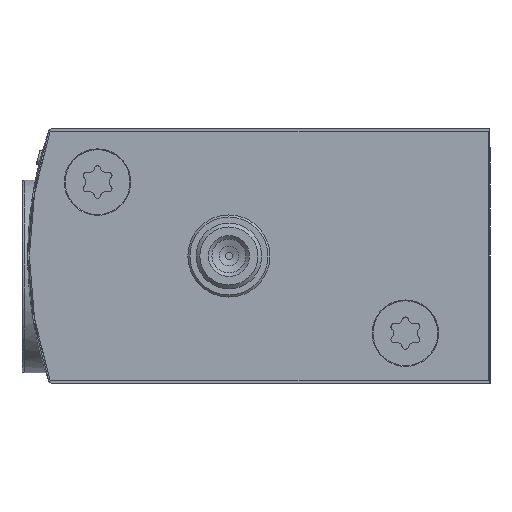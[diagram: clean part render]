
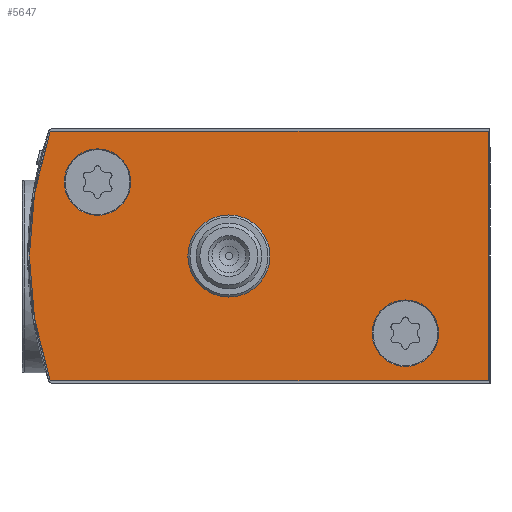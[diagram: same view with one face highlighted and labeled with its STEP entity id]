
A CAD part, left-side view. The second image highlights one B-rep face of the part: STEP entity #5647.
In plain terms, the highlighted planar face has unit normal (-1, 0, 0).
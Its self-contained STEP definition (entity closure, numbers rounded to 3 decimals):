
#576=LINE('',#10235,#1061);
#584=LINE('',#10269,#1069);
#590=LINE('',#10286,#1075);
#1061=VECTOR('',#8421,1000.);
#1069=VECTOR('',#8453,1000.);
#1075=VECTOR('',#8469,1000.);
#2309=ORIENTED_EDGE('',*,*,#3354,.F.);
#2310=ORIENTED_EDGE('',*,*,#3355,.T.);
#2311=ORIENTED_EDGE('',*,*,#3356,.T.);
#2312=ORIENTED_EDGE('',*,*,#3315,.F.);
#2313=ORIENTED_EDGE('',*,*,#3248,.F.);
#2314=ORIENTED_EDGE('',*,*,#3350,.F.);
#2315=ORIENTED_EDGE('',*,*,#3347,.F.);
#2316=ORIENTED_EDGE('',*,*,#3337,.F.);
#2317=ORIENTED_EDGE('',*,*,#3318,.F.);
#3248=EDGE_CURVE('',#3882,#3883,#4237,.T.);
#3315=EDGE_CURVE('',#3883,#3942,#4274,.T.);
#3318=EDGE_CURVE('',#3942,#3944,#576,.T.);
#3337=EDGE_CURVE('',#3944,#3958,#584,.T.);
#3347=EDGE_CURVE('',#3958,#3964,#590,.T.);
#3350=EDGE_CURVE('',#3964,#3882,#4291,.T.);
#3354=EDGE_CURVE('',#3968,#3968,#4295,.F.);
#3355=EDGE_CURVE('',#3969,#3969,#4296,.T.);
#3356=EDGE_CURVE('',#3970,#3970,#4297,.T.);
#3882=VERTEX_POINT('',#10090);
#3883=VERTEX_POINT('',#10091);
#3942=VERTEX_POINT('',#10230);
#3944=VERTEX_POINT('',#10236);
#3958=VERTEX_POINT('',#10270);
#3964=VERTEX_POINT('',#10287);
#3968=VERTEX_POINT('',#10301);
#3969=VERTEX_POINT('',#10303);
#3970=VERTEX_POINT('',#10305);
#4237=CIRCLE('',#6966,46.5);
#4274=CIRCLE('',#7016,0.2);
#4291=CIRCLE('',#7037,0.2);
#4295=CIRCLE('',#7043,5.);
#4296=CIRCLE('',#7044,4.05);
#4297=CIRCLE('',#7045,4.05);
#4644=EDGE_LOOP('',(#2309));
#4645=EDGE_LOOP('',(#2310));
#4646=EDGE_LOOP('',(#2311));
#4647=EDGE_LOOP('',(#2312,#2313,#2314,#2315,#2316,#2317));
#5091=FACE_BOUND('',#4644,.T.);
#5092=FACE_BOUND('',#4645,.T.);
#5093=FACE_BOUND('',#4646,.T.);
#5094=FACE_BOUND('',#4647,.T.);
#5372=PLANE('',#7042);
#5647=ADVANCED_FACE('',(#5091,#5092,#5093,#5094),#5372,.F.);
#6966=AXIS2_PLACEMENT_3D('',#10089,#8284,#8285);
#7016=AXIS2_PLACEMENT_3D('',#10229,#8414,#8415);
#7037=AXIS2_PLACEMENT_3D('',#10292,#8474,#8475);
#7042=AXIS2_PLACEMENT_3D('',#10299,#8484,#8485);
#7043=AXIS2_PLACEMENT_3D('',#10300,#8486,#8487);
#7044=AXIS2_PLACEMENT_3D('',#10302,#8488,#8489);
#7045=AXIS2_PLACEMENT_3D('',#10304,#8490,#8491);
#8284=DIRECTION('',(1.,0.,0.));
#8285=DIRECTION('',(0.,0.,-1.));
#8414=DIRECTION('',(1.,0.,0.));
#8415=DIRECTION('',(0.,0.,-1.));
#8421=DIRECTION('',(0.,-1.,0.));
#8453=DIRECTION('',(0.,0.,-1.));
#8469=DIRECTION('',(0.,1.,0.));
#8474=DIRECTION('',(1.,0.,0.));
#8475=DIRECTION('',(0.,0.,-1.));
#8484=DIRECTION('',(1.,0.,0.));
#8485=DIRECTION('',(0.,0.,-1.));
#8486=DIRECTION('',(1.,0.,0.));
#8487=DIRECTION('',(0.,0.,-1.));
#8488=DIRECTION('',(1.,0.,0.));
#8489=DIRECTION('',(0.,0.,-1.));
#8490=DIRECTION('',(1.,0.,0.));
#8491=DIRECTION('',(0.,0.,-1.));
#10089=CARTESIAN_POINT('',(0.,9.6,0.));
#10090=CARTESIAN_POINT('',(0.,53.592,-15.065));
#10091=CARTESIAN_POINT('',(0.,53.592,15.065));
#10229=CARTESIAN_POINT('',(0.,53.403,15.));
#10230=CARTESIAN_POINT('',(0.,53.403,15.2));
#10235=CARTESIAN_POINT('',(0.,53.403,15.2));
#10236=CARTESIAN_POINT('',(0.,0.2,15.2));
#10269=CARTESIAN_POINT('',(0.,0.2,15.2));
#10270=CARTESIAN_POINT('',(0.,0.2,-15.2));
#10286=CARTESIAN_POINT('',(0.,0.2,-15.2));
#10287=CARTESIAN_POINT('',(0.,53.403,-15.2));
#10292=CARTESIAN_POINT('',(0.,53.403,-15.));
#10299=CARTESIAN_POINT('',(0.,53.403,15.));
#10300=CARTESIAN_POINT('',(0.,31.8,0.));
#10301=CARTESIAN_POINT('',(0.,31.8,-5.));
#10302=CARTESIAN_POINT('',(0.,47.8,9.));
#10303=CARTESIAN_POINT('',(0.,47.8,4.95));
#10304=CARTESIAN_POINT('',(0.,10.3,-9.4));
#10305=CARTESIAN_POINT('',(0.,10.3,-13.45));
